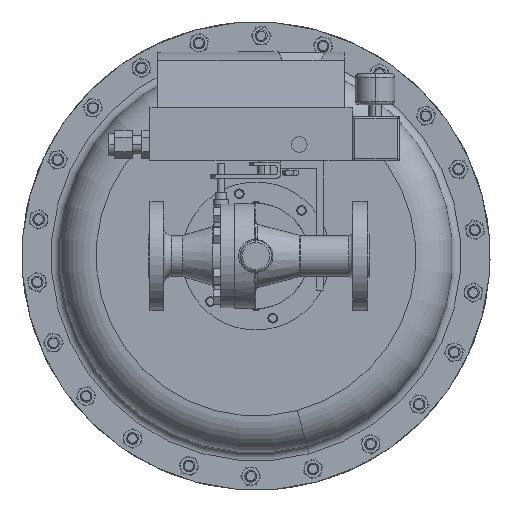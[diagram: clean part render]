
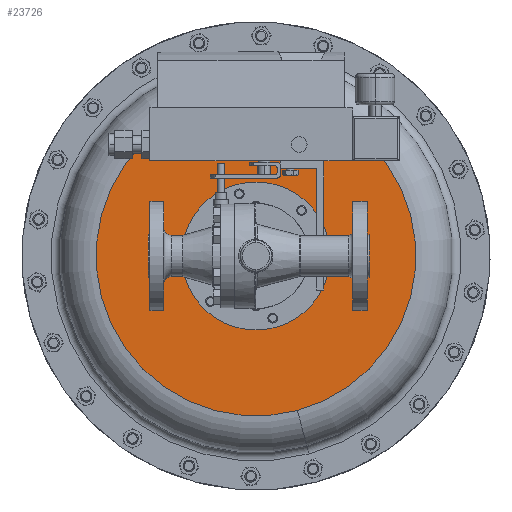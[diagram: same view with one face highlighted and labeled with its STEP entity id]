
A CAD part, front view. The second image highlights one B-rep face of the part: STEP entity #23726.
In plain terms, the highlighted planar face has unit normal (0, -1, 0).
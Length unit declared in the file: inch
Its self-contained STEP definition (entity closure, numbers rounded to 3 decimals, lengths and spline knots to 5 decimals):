
#75 = DIRECTION ( 'NONE',  ( 0.259, 0., -0.966 ) ) ;
#2165 = ORIENTED_EDGE ( 'NONE', *, *, #27278, .F. ) ;
#3137 = DIRECTION ( 'NONE',  ( -0.259, 0., 0.966 ) ) ;
#4283 = DIRECTION ( 'NONE',  ( 0., 1., 0. ) ) ;
#4582 = CARTESIAN_POINT ( 'NONE',  ( -0.60964, 9.64706, 8.10866 ) ) ;
#4588 = EDGE_CURVE ( 'NONE', #40020, #8223, #39621, .T. ) ;
#8223 = VERTEX_POINT ( 'NONE', #34474 ) ;
#13266 = FACE_OUTER_BOUND ( 'NONE', #13979, .T. ) ;
#13588 = ORIENTED_EDGE ( 'NONE', *, *, #4588, .T. ) ;
#13979 = EDGE_LOOP ( 'NONE', ( #2165, #37557 ) ) ;
#14001 = CIRCLE ( 'NONE', #23506, 5.125 ) ;
#14646 = CARTESIAN_POINT ( 'NONE',  ( 2.04326, 9.64706, -1.79208 ) ) ;
#15385 = AXIS2_PLACEMENT_3D ( 'NONE', #38212, #19107, #75 ) ;
#17202 = DIRECTION ( 'NONE',  ( 0., 1., 0. ) ) ;
#18259 = VERTEX_POINT ( 'NONE', #14646 ) ;
#18606 = CARTESIAN_POINT ( 'NONE',  ( 0.71681, 9.64706, 3.15829 ) ) ;
#19107 = DIRECTION ( 'NONE',  ( 0., -1., 0. ) ) ;
#20470 = CARTESIAN_POINT ( 'NONE',  ( 2.39619, 9.64706, 1.47892 ) ) ;
#21809 = DIRECTION ( 'NONE',  ( 0.707, 0., -0.707 ) ) ;
#22183 = DIRECTION ( 'NONE',  ( 0., 1., 0. ) ) ;
#22997 = CIRCLE ( 'NONE', #26812, 5.125 ) ;
#23338 = CARTESIAN_POINT ( 'NONE',  ( 0.71681, 9.64706, 3.15829 ) ) ;
#23506 = AXIS2_PLACEMENT_3D ( 'NONE', #41281, #22183, #3137 ) ;
#23726 = ADVANCED_FACE ( 'NONE', ( #13266, #38679 ), #41283, .T. ) ;
#26575 = DIRECTION ( 'NONE',  ( -0.259, 0., 0.966 ) ) ;
#26812 = AXIS2_PLACEMENT_3D ( 'NONE', #23338, #4283, #26575 ) ;
#27278 = EDGE_CURVE ( 'NONE', #40519, #18259, #22997, .T. ) ;
#29475 = ORIENTED_EDGE ( 'NONE', *, *, #30872, .T. ) ;
#30872 = EDGE_CURVE ( 'NONE', #8223, #40020, #34455, .T. ) ;
#31163 = EDGE_LOOP ( 'NONE', ( #29475, #13588 ) ) ;
#32861 = EDGE_CURVE ( 'NONE', #18259, #40519, #14001, .T. ) ;
#34141 = AXIS2_PLACEMENT_3D ( 'NONE', #18606, #40917, #21809 ) ;
#34455 = CIRCLE ( 'NONE', #40564, 2.375 ) ;
#34474 = CARTESIAN_POINT ( 'NONE',  ( -0.96257, 9.64706, 4.83767 ) ) ;
#36280 = CARTESIAN_POINT ( 'NONE',  ( 0.71681, 9.64706, 3.15829 ) ) ;
#37557 = ORIENTED_EDGE ( 'NONE', *, *, #32861, .F. ) ;
#38212 = CARTESIAN_POINT ( 'NONE',  ( 5.66718, 9.64706, 4.48474 ) ) ;
#38679 = FACE_BOUND ( 'NONE', #31163, .T. ) ;
#39485 = DIRECTION ( 'NONE',  ( 0.707, 0., -0.707 ) ) ;
#39621 = CIRCLE ( 'NONE', #34141, 2.375 ) ;
#40020 = VERTEX_POINT ( 'NONE', #20470 ) ;
#40519 = VERTEX_POINT ( 'NONE', #4582 ) ;
#40564 = AXIS2_PLACEMENT_3D ( 'NONE', #36280, #17202, #39485 ) ;
#40917 = DIRECTION ( 'NONE',  ( 0., 1., 0. ) ) ;
#41281 = CARTESIAN_POINT ( 'NONE',  ( 0.71681, 9.64706, 3.15829 ) ) ;
#41283 = PLANE ( 'NONE',  #15385 ) ;
